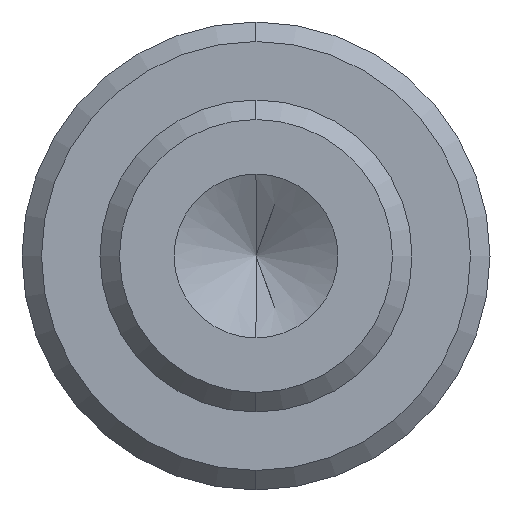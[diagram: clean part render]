
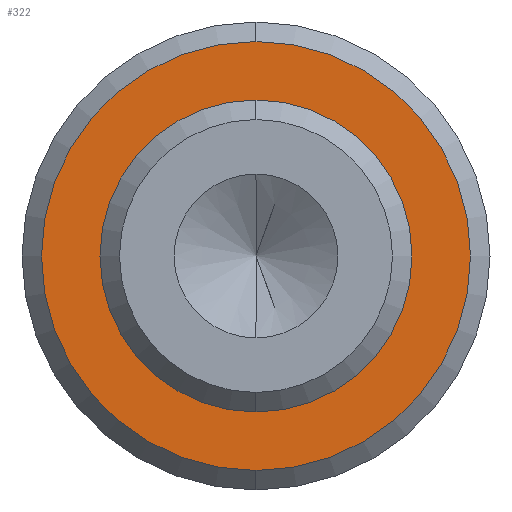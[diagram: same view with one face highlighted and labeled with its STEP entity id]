
A CAD part, left-side view. The second image highlights one B-rep face of the part: STEP entity #322.
In plain terms, the highlighted planar face has unit normal (-1, 0, 0).
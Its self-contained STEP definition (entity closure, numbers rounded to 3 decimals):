
#16 = AXIS2_PLACEMENT_3D ( 'NONE', #136, #431, #361 ) ;
#31 = DIRECTION ( 'NONE',  ( 1., 0., 0. ) ) ;
#41 = CARTESIAN_POINT ( 'NONE',  ( -30., 0., 4. ) ) ;
#47 = DIRECTION ( 'NONE',  ( 0., 0., -1. ) ) ;
#50 = DIRECTION ( 'NONE',  ( -1., 0., 0. ) ) ;
#69 = EDGE_LOOP ( 'NONE', ( #528, #734 ) ) ;
#82 = EDGE_CURVE ( 'NONE', #407, #436, #309, .T. ) ;
#87 = PLANE ( 'NONE',  #560 ) ;
#92 = EDGE_CURVE ( 'NONE', #436, #407, #341, .T. ) ;
#136 = CARTESIAN_POINT ( 'NONE',  ( -30., 0., 0. ) ) ;
#140 = DIRECTION ( 'NONE',  ( -1., 0., 0. ) ) ;
#161 = EDGE_LOOP ( 'NONE', ( #275, #682 ) ) ;
#177 = CIRCLE ( 'NONE', #748, 4. ) ;
#257 = DIRECTION ( 'NONE',  ( 0., 0., -1. ) ) ;
#270 = VERTEX_POINT ( 'NONE', #41 ) ;
#275 = ORIENTED_EDGE ( 'NONE', *, *, #435, .F. ) ;
#278 = AXIS2_PLACEMENT_3D ( 'NONE', #437, #140, #509 ) ;
#299 = EDGE_CURVE ( 'NONE', #377, #270, #415, .T. ) ;
#300 = CARTESIAN_POINT ( 'NONE',  ( -30., 0., -4. ) ) ;
#309 = CIRCLE ( 'NONE', #16, 5.5 ) ;
#317 = FACE_OUTER_BOUND ( 'NONE', #69, .T. ) ;
#319 = CARTESIAN_POINT ( 'NONE',  ( -30., 4., 0. ) ) ;
#322 = ADVANCED_FACE ( 'NONE', ( #317, #563 ), #87, .F. ) ;
#330 = CARTESIAN_POINT ( 'NONE',  ( -30., 0., 0. ) ) ;
#341 = CIRCLE ( 'NONE', #651, 5.5 ) ;
#361 = DIRECTION ( 'NONE',  ( 0., 0., -1. ) ) ;
#377 = VERTEX_POINT ( 'NONE', #300 ) ;
#407 = VERTEX_POINT ( 'NONE', #650 ) ;
#415 = CIRCLE ( 'NONE', #278, 4. ) ;
#431 = DIRECTION ( 'NONE',  ( -1., 0., 0. ) ) ;
#435 = EDGE_CURVE ( 'NONE', #270, #377, #177, .T. ) ;
#436 = VERTEX_POINT ( 'NONE', #529 ) ;
#437 = CARTESIAN_POINT ( 'NONE',  ( -30., 0., 0. ) ) ;
#509 = DIRECTION ( 'NONE',  ( 0., 0., 1. ) ) ;
#528 = ORIENTED_EDGE ( 'NONE', *, *, #82, .T. ) ;
#529 = CARTESIAN_POINT ( 'NONE',  ( -30., 0., 5.5 ) ) ;
#560 = AXIS2_PLACEMENT_3D ( 'NONE', #319, #31, #47 ) ;
#563 = FACE_BOUND ( 'NONE', #161, .T. ) ;
#574 = DIRECTION ( 'NONE',  ( 0., 0., 1. ) ) ;
#650 = CARTESIAN_POINT ( 'NONE',  ( -30., 0., -5.5 ) ) ;
#651 = AXIS2_PLACEMENT_3D ( 'NONE', #729, #732, #257 ) ;
#682 = ORIENTED_EDGE ( 'NONE', *, *, #299, .F. ) ;
#729 = CARTESIAN_POINT ( 'NONE',  ( -30., 0., 0. ) ) ;
#732 = DIRECTION ( 'NONE',  ( -1., 0., 0. ) ) ;
#734 = ORIENTED_EDGE ( 'NONE', *, *, #92, .T. ) ;
#748 = AXIS2_PLACEMENT_3D ( 'NONE', #330, #50, #574 ) ;
